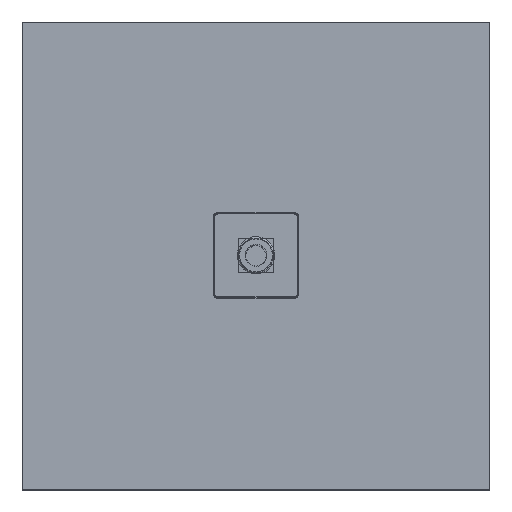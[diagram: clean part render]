
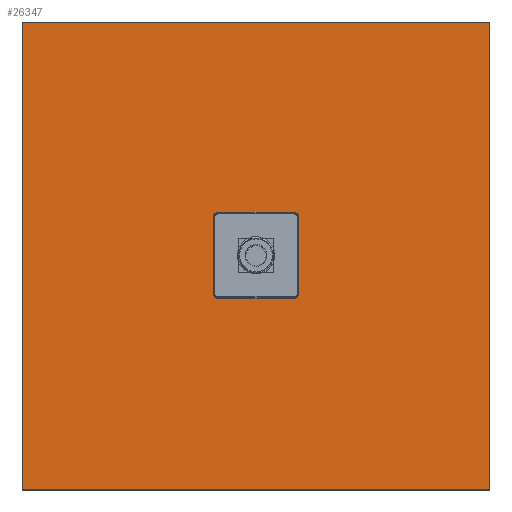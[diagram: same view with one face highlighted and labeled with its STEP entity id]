
A CAD part, top view. The second image highlights one B-rep face of the part: STEP entity #26347.
In plain terms, the highlighted planar face has unit normal (0, 0, 1).
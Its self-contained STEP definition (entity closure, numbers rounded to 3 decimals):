
#17885=CARTESIAN_POINT('Vertex',(-6.712,12.286,-34.5)) ;
#17892=CARTESIAN_POINT('Vertex',(6.712,-12.286,-34.5)) ;
#17895=CARTESIAN_POINT('Axis2P3D Location',(0.,0.,-34.5)) ;
#17907=CARTESIAN_POINT('Axis2P3D Location',(0.,0.,-34.5)) ;
#26304=CARTESIAN_POINT('Axis2P3D Location',(0.,0.,-34.5)) ;
#26309=CARTESIAN_POINT('Line Origine',(0.,150.,-34.5)) ;
#26313=CARTESIAN_POINT('Vertex',(150.,150.,-34.5)) ;
#26315=CARTESIAN_POINT('Vertex',(-150.,150.,-34.5)) ;
#26318=CARTESIAN_POINT('Line Origine',(-150.,0.,-34.5)) ;
#26322=CARTESIAN_POINT('Vertex',(-150.,-150.,-34.5)) ;
#26325=CARTESIAN_POINT('Line Origine',(0.,-150.,-34.5)) ;
#26329=CARTESIAN_POINT('Vertex',(150.,-150.,-34.5)) ;
#26332=CARTESIAN_POINT('Line Origine',(150.,0.,-34.5)) ;
#17896=DIRECTION('Axis2P3D Direction',(0.,0.,1.)) ;
#17908=DIRECTION('Axis2P3D Direction',(0.,0.,1.)) ;
#26305=DIRECTION('Axis2P3D Direction',(0.,0.,1.)) ;
#26306=DIRECTION('Axis2P3D XDirection',(1.,0.,0.)) ;
#26310=DIRECTION('Vector Direction',(1.,0.,0.)) ;
#26319=DIRECTION('Vector Direction',(0.,1.,0.)) ;
#26326=DIRECTION('Vector Direction',(-1.,0.,0.)) ;
#26333=DIRECTION('Vector Direction',(0.,-1.,0.)) ;
#17897=AXIS2_PLACEMENT_3D('Circle Axis2P3D',#17895,#17896,$) ;
#17909=AXIS2_PLACEMENT_3D('Circle Axis2P3D',#17907,#17908,$) ;
#26307=AXIS2_PLACEMENT_3D('Plane Axis2P3D',#26304,#26305,#26306) ;
#26338=ORIENTED_EDGE('',*,*,#26317,.T.) ;
#26339=ORIENTED_EDGE('',*,*,#26324,.T.) ;
#26340=ORIENTED_EDGE('',*,*,#26331,.T.) ;
#26341=ORIENTED_EDGE('',*,*,#26336,.T.) ;
#26344=ORIENTED_EDGE('',*,*,#17911,.F.) ;
#26345=ORIENTED_EDGE('',*,*,#17899,.F.) ;
#26346=FACE_BOUND('',#26343,.T.) ;
#26311=VECTOR('Line Direction',#26310,1.) ;
#26320=VECTOR('Line Direction',#26319,1.) ;
#26327=VECTOR('Line Direction',#26326,1.) ;
#26334=VECTOR('Line Direction',#26333,1.) ;
#26347=ADVANCED_FACE('PartBody',(#26342,#26346),#26308,.T.) ;
#17898=CIRCLE('generated circle',#17897,14.) ;
#17910=CIRCLE('generated circle',#17909,14.) ;
#17899=EDGE_CURVE('',#17893,#17886,#17898,.T.) ;
#17911=EDGE_CURVE('',#17886,#17893,#17910,.T.) ;
#26317=EDGE_CURVE('',#26314,#26316,#26312,.F.) ;
#26324=EDGE_CURVE('',#26316,#26323,#26321,.F.) ;
#26331=EDGE_CURVE('',#26323,#26330,#26328,.F.) ;
#26336=EDGE_CURVE('',#26330,#26314,#26335,.F.) ;
#26337=EDGE_LOOP('',(#26338,#26339,#26340,#26341)) ;
#26343=EDGE_LOOP('',(#26344,#26345)) ;
#26342=FACE_OUTER_BOUND('',#26337,.T.) ;
#26312=LINE('Line',#26309,#26311) ;
#26321=LINE('Line',#26318,#26320) ;
#26328=LINE('Line',#26325,#26327) ;
#26335=LINE('Line',#26332,#26334) ;
#26308=PLANE('',#26307) ;
#17886=VERTEX_POINT('',#17885) ;
#17893=VERTEX_POINT('',#17892) ;
#26314=VERTEX_POINT('',#26313) ;
#26316=VERTEX_POINT('',#26315) ;
#26323=VERTEX_POINT('',#26322) ;
#26330=VERTEX_POINT('',#26329) ;
